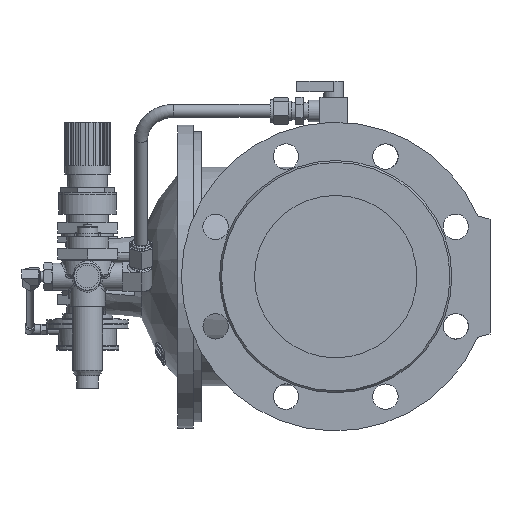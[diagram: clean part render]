
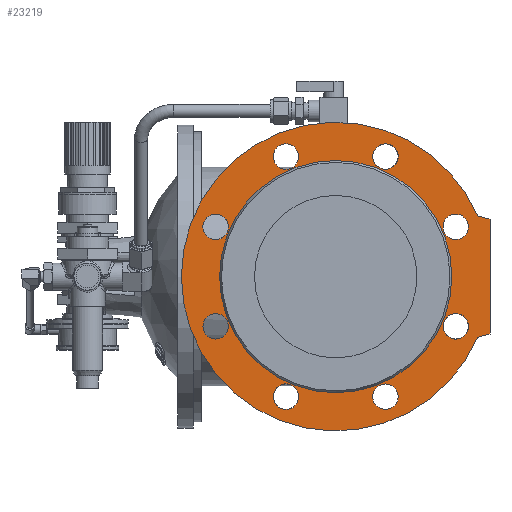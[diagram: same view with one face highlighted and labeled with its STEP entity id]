
A CAD part, left-side view. The second image highlights one B-rep face of the part: STEP entity #23219.
In plain terms, the highlighted planar face has unit normal (-1, 0, 0).
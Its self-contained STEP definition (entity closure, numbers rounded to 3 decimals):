
#1966 = DIRECTION ( 'NONE',  ( 1., 0., 0. ) ) ;
#1967 = CARTESIAN_POINT ( 'NONE',  ( -237., 0., 0. ) ) ;
#1970 = PLANE ( 'NONE',  #25809 ) ;
#1973 = DIRECTION ( 'NONE',  ( 0., 0., -1. ) ) ;
#4618 = EDGE_LOOP ( 'NONE', ( #31260 ) ) ;
#6936 = EDGE_LOOP ( 'NONE', ( #31262 ) ) ;
#10062 = VERTEX_POINT ( 'NONE', #14870 ) ;
#10071 = VERTEX_POINT ( 'NONE', #14892 ) ;
#10072 = VERTEX_POINT ( 'NONE', #14894 ) ;
#10076 = VERTEX_POINT ( 'NONE', #14900 ) ;
#10077 = VERTEX_POINT ( 'NONE', #14902 ) ;
#10079 = VERTEX_POINT ( 'NONE', #14906 ) ;
#10082 = VERTEX_POINT ( 'NONE', #14911 ) ;
#10084 = VERTEX_POINT ( 'NONE', #14915 ) ;
#10085 = VERTEX_POINT ( 'NONE', #14917 ) ;
#13361 = CARTESIAN_POINT ( 'NONE',  ( -237., -131.001, -56.081 ) ) ;
#14579 = CARTESIAN_POINT ( 'NONE',  ( -237., -142.5, -53. ) ) ;
#14794 = CARTESIAN_POINT ( 'NONE',  ( -237., -142.5, 53. ) ) ;
#14851 = CARTESIAN_POINT ( 'NONE',  ( -237., -131.001, 56.081 ) ) ;
#14870 = CARTESIAN_POINT ( 'NONE',  ( -237., 57.672, 110.866 ) ) ;
#14892 = CARTESIAN_POINT ( 'NONE',  ( -237., 119.174, 37.614 ) ) ;
#14894 = CARTESIAN_POINT ( 'NONE',  ( -237., 107.232, 0. ) ) ;
#14900 = CARTESIAN_POINT ( 'NONE',  ( -237., -57.672, -110.866 ) ) ;
#14902 = CARTESIAN_POINT ( 'NONE',  ( -237., 110.866, -57.672 ) ) ;
#14906 = CARTESIAN_POINT ( 'NONE',  ( -237., -110.866, 57.672 ) ) ;
#14911 = CARTESIAN_POINT ( 'NONE',  ( -237., -119.174, -37.614 ) ) ;
#14915 = CARTESIAN_POINT ( 'NONE',  ( -237., 37.614, -119.174 ) ) ;
#14917 = CARTESIAN_POINT ( 'NONE',  ( -237., -37.614, 119.174 ) ) ;
#16906 = CIRCLE ( 'NONE', #38113, 11.75 ) ;
#16911 = LINE ( 'NONE', #39378, #16925 ) ;
#16922 = CIRCLE ( 'NONE', #38126, 11.75 ) ;
#16925 = VECTOR ( 'NONE', #39371, 1000. ) ;
#16926 = VECTOR ( 'NONE', #39417, 1000. ) ;
#16928 = CIRCLE ( 'NONE', #38127, 107.232 ) ;
#16930 = LINE ( 'NONE', #39413, #16926 ) ;
#16940 = CIRCLE ( 'NONE', #38143, 11.75 ) ;
#16941 = CIRCLE ( 'NONE', #38132, 11.75 ) ;
#16942 = CIRCLE ( 'NONE', #38133, 11.75 ) ;
#16947 = CIRCLE ( 'NONE', #38140, 11.75 ) ;
#16949 = CIRCLE ( 'NONE', #38137, 11.75 ) ;
#16958 = CIRCLE ( 'NONE', #38141, 11.75 ) ;
#16960 = CIRCLE ( 'NONE', #38142, 142.5 ) ;
#16982 = LINE ( 'NONE', #39800, #16988 ) ;
#16988 = VECTOR ( 'NONE', #39843, 1000. ) ;
#18159 = EDGE_CURVE ( 'NONE', #10062, #10062, #16906, .T. ) ;
#18179 = EDGE_CURVE ( 'NONE', #31745, #31708, #16911, .T. ) ;
#18180 = EDGE_CURVE ( 'NONE', #10071, #10071, #16922, .T. ) ;
#18182 = EDGE_CURVE ( 'NONE', #10072, #10072, #16928, .T. ) ;
#18190 = EDGE_CURVE ( 'NONE', #31575, #31420, #16930, .T. ) ;
#18202 = EDGE_CURVE ( 'NONE', #10076, #10076, #16941, .T. ) ;
#18203 = EDGE_CURVE ( 'NONE', #10077, #10077, #16942, .T. ) ;
#18213 = EDGE_CURVE ( 'NONE', #10079, #10079, #16949, .T. ) ;
#18218 = EDGE_CURVE ( 'NONE', #10082, #10082, #16947, .T. ) ;
#18221 = EDGE_CURVE ( 'NONE', #10084, #10084, #16958, .T. ) ;
#18222 = EDGE_CURVE ( 'NONE', #31420, #31745, #16960, .T. ) ;
#18224 = EDGE_CURVE ( 'NONE', #10085, #10085, #16940, .T. ) ;
#18237 = EDGE_CURVE ( 'NONE', #31708, #31575, #16982, .T. ) ;
#23219 = ADVANCED_FACE ( 'NONE', ( #27788, #27790, #27782, #27785, #27786, #27791, #27792, #27793, #27794, #27795 ), #1970, .F. ) ;
#25809 = AXIS2_PLACEMENT_3D ( 'NONE', #1967, #1966, #1973 ) ;
#27782 = FACE_BOUND ( 'NONE', #31761, .T. ) ;
#27785 = FACE_BOUND ( 'NONE', #31757, .T. ) ;
#27786 = FACE_BOUND ( 'NONE', #31760, .T. ) ;
#27788 = FACE_BOUND ( 'NONE', #31764, .T. ) ;
#27790 = FACE_BOUND ( 'NONE', #31765, .T. ) ;
#27791 = FACE_OUTER_BOUND ( 'NONE', #31759, .T. ) ;
#27792 = FACE_BOUND ( 'NONE', #31762, .T. ) ;
#27793 = FACE_BOUND ( 'NONE', #6936, .T. ) ;
#27794 = FACE_BOUND ( 'NONE', #40076, .T. ) ;
#27795 = FACE_BOUND ( 'NONE', #4618, .T. ) ;
#31260 = ORIENTED_EDGE ( 'NONE', *, *, #18180, .T. ) ;
#31261 = ORIENTED_EDGE ( 'NONE', *, *, #18224, .T. ) ;
#31262 = ORIENTED_EDGE ( 'NONE', *, *, #18218, .T. ) ;
#31263 = ORIENTED_EDGE ( 'NONE', *, *, #18221, .T. ) ;
#31264 = ORIENTED_EDGE ( 'NONE', *, *, #18179, .F. ) ;
#31265 = ORIENTED_EDGE ( 'NONE', *, *, #18237, .F. ) ;
#31266 = ORIENTED_EDGE ( 'NONE', *, *, #18190, .F. ) ;
#31267 = ORIENTED_EDGE ( 'NONE', *, *, #18222, .F. ) ;
#31268 = ORIENTED_EDGE ( 'NONE', *, *, #18182, .T. ) ;
#31269 = ORIENTED_EDGE ( 'NONE', *, *, #18203, .T. ) ;
#31270 = ORIENTED_EDGE ( 'NONE', *, *, #18213, .T. ) ;
#31271 = ORIENTED_EDGE ( 'NONE', *, *, #18202, .T. ) ;
#31272 = ORIENTED_EDGE ( 'NONE', *, *, #18159, .T. ) ;
#31420 = VERTEX_POINT ( 'NONE', #13361 ) ;
#31575 = VERTEX_POINT ( 'NONE', #14579 ) ;
#31708 = VERTEX_POINT ( 'NONE', #14794 ) ;
#31745 = VERTEX_POINT ( 'NONE', #14851 ) ;
#31757 = EDGE_LOOP ( 'NONE', ( #31269 ) ) ;
#31759 = EDGE_LOOP ( 'NONE', ( #31267, #31266, #31265, #31264 ) ) ;
#31760 = EDGE_LOOP ( 'NONE', ( #31268 ) ) ;
#31761 = EDGE_LOOP ( 'NONE', ( #31271 ) ) ;
#31762 = EDGE_LOOP ( 'NONE', ( #31263 ) ) ;
#31764 = EDGE_LOOP ( 'NONE', ( #31272 ) ) ;
#31765 = EDGE_LOOP ( 'NONE', ( #31270 ) ) ;
#38113 = AXIS2_PLACEMENT_3D ( 'NONE', #39325, #39326, #39327 ) ;
#38126 = AXIS2_PLACEMENT_3D ( 'NONE', #39384, #39385, #39386 ) ;
#38127 = AXIS2_PLACEMENT_3D ( 'NONE', #39388, #39389, #39390 ) ;
#38132 = AXIS2_PLACEMENT_3D ( 'NONE', #39433, #39434, #39435 ) ;
#38133 = AXIS2_PLACEMENT_3D ( 'NONE', #39436, #39437, #39438 ) ;
#38137 = AXIS2_PLACEMENT_3D ( 'NONE', #39502, #39503, #39504 ) ;
#38140 = AXIS2_PLACEMENT_3D ( 'NONE', #39517, #39518, #39519 ) ;
#38141 = AXIS2_PLACEMENT_3D ( 'NONE', #39643, #39644, #39645 ) ;
#38142 = AXIS2_PLACEMENT_3D ( 'NONE', #39647, #39648, #39649 ) ;
#38143 = AXIS2_PLACEMENT_3D ( 'NONE', #39652, #39653, #39654 ) ;
#39325 = CARTESIAN_POINT ( 'NONE',  ( -237., 45.922, 110.866 ) ) ;
#39326 = DIRECTION ( 'NONE',  ( 1., 0., 0. ) ) ;
#39327 = DIRECTION ( 'NONE',  ( 0., 1., 0. ) ) ;
#39371 = DIRECTION ( 'NONE',  ( 0., -0.966, -0.259 ) ) ;
#39378 = CARTESIAN_POINT ( 'NONE',  ( -237., -142.5, 53. ) ) ;
#39384 = CARTESIAN_POINT ( 'NONE',  ( -237., 110.866, 45.922 ) ) ;
#39385 = DIRECTION ( 'NONE',  ( 1., 0., 0. ) ) ;
#39386 = DIRECTION ( 'NONE',  ( 0., 0.707, -0.707 ) ) ;
#39388 = CARTESIAN_POINT ( 'NONE',  ( -237., 0., 0. ) ) ;
#39389 = DIRECTION ( 'NONE',  ( 1., 0., 0. ) ) ;
#39390 = DIRECTION ( 'NONE',  ( 0., 1., 0. ) ) ;
#39413 = CARTESIAN_POINT ( 'NONE',  ( -237., -142.5, -53. ) ) ;
#39417 = DIRECTION ( 'NONE',  ( 0., 0.966, -0.259 ) ) ;
#39433 = CARTESIAN_POINT ( 'NONE',  ( -237., -45.922, -110.866 ) ) ;
#39434 = DIRECTION ( 'NONE',  ( 1., 0., 0. ) ) ;
#39435 = DIRECTION ( 'NONE',  ( 0., -1., 0. ) ) ;
#39436 = CARTESIAN_POINT ( 'NONE',  ( -237., 110.866, -45.922 ) ) ;
#39437 = DIRECTION ( 'NONE',  ( 1., 0., 0. ) ) ;
#39438 = DIRECTION ( 'NONE',  ( 0., 0., -1. ) ) ;
#39502 = CARTESIAN_POINT ( 'NONE',  ( -237., -110.866, 45.922 ) ) ;
#39503 = DIRECTION ( 'NONE',  ( 1., 0., 0. ) ) ;
#39504 = DIRECTION ( 'NONE',  ( 0., 0., 1. ) ) ;
#39517 = CARTESIAN_POINT ( 'NONE',  ( -237., -110.866, -45.922 ) ) ;
#39518 = DIRECTION ( 'NONE',  ( 1., 0., 0. ) ) ;
#39519 = DIRECTION ( 'NONE',  ( 0., -0.707, 0.707 ) ) ;
#39643 = CARTESIAN_POINT ( 'NONE',  ( -237., 45.922, -110.866 ) ) ;
#39644 = DIRECTION ( 'NONE',  ( 1., 0., 0. ) ) ;
#39645 = DIRECTION ( 'NONE',  ( 0., -0.707, -0.707 ) ) ;
#39647 = CARTESIAN_POINT ( 'NONE',  ( -237., 0., 0. ) ) ;
#39648 = DIRECTION ( 'NONE',  ( 1., 0., 0. ) ) ;
#39649 = DIRECTION ( 'NONE',  ( 0., 0., -1. ) ) ;
#39652 = CARTESIAN_POINT ( 'NONE',  ( -237., -45.922, 110.866 ) ) ;
#39653 = DIRECTION ( 'NONE',  ( 1., 0., 0. ) ) ;
#39654 = DIRECTION ( 'NONE',  ( 0., 0.707, 0.707 ) ) ;
#39800 = CARTESIAN_POINT ( 'NONE',  ( -237., -142.5, 53. ) ) ;
#39843 = DIRECTION ( 'NONE',  ( 0., 0., -1. ) ) ;
#40076 = EDGE_LOOP ( 'NONE', ( #31261 ) ) ;
